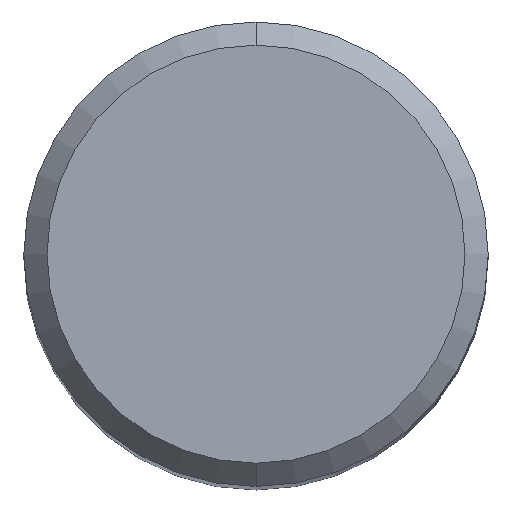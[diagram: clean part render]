
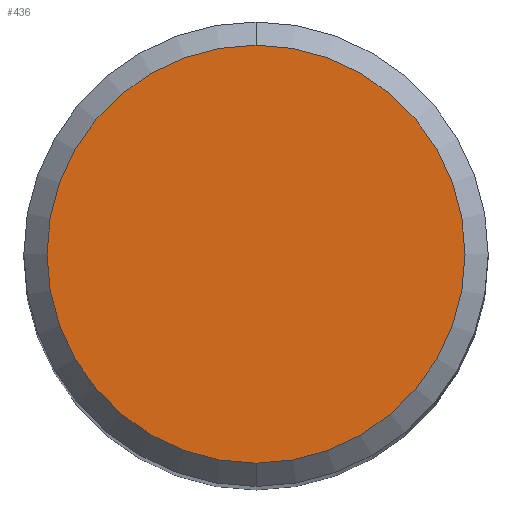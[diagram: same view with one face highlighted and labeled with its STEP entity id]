
A CAD part, top view. The second image highlights one B-rep face of the part: STEP entity #436.
In plain terms, the highlighted planar face has unit normal (0, 0, 1).
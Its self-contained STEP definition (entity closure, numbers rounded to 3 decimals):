
#270=VERTEX_POINT('',#585);
#320=EDGE_CURVE('',#270,#438,#641,.T.);
#436=ADVANCED_FACE('',(#766),#767,.T.);
#438=VERTEX_POINT('',#769);
#450=EDGE_CURVE('',#438,#270,#781,.T.);
#585=CARTESIAN_POINT('',(0.0,5.4,0.0));
#641=CIRCLE('',#1149,5.4);
#766=FACE_OUTER_BOUND('',#1417,.T.);
#767=PLANE('',#1418);
#769=CARTESIAN_POINT('',(0.,-5.4,0.0));
#781=CIRCLE('',#1476,5.4);
#1149=AXIS2_PLACEMENT_3D('',#1679,#1680,#1681);
#1417=EDGE_LOOP('',(#1820,#1821));
#1418=AXIS2_PLACEMENT_3D('',#1822,#1823,#1824);
#1476=AXIS2_PLACEMENT_3D('',#1825,#1826,#1827);
#1679=CARTESIAN_POINT('',(0.0,0.0,0.0));
#1680=DIRECTION('',(0.0,0.0,-1.0));
#1681=DIRECTION('',(0.0,1.0,0.0));
#1820=ORIENTED_EDGE('',*,*,#320,.F.);
#1821=ORIENTED_EDGE('',*,*,#450,.F.);
#1822=CARTESIAN_POINT('',(0.0,2.7,0.0));
#1823=DIRECTION('',(-0.0,0.0,1.0));
#1824=DIRECTION('',(0.0,-1.0,0.0));
#1825=CARTESIAN_POINT('',(0.0,0.0,0.0));
#1826=DIRECTION('',(0.0,0.0,-1.0));
#1827=DIRECTION('',(0.0,1.0,0.0));
